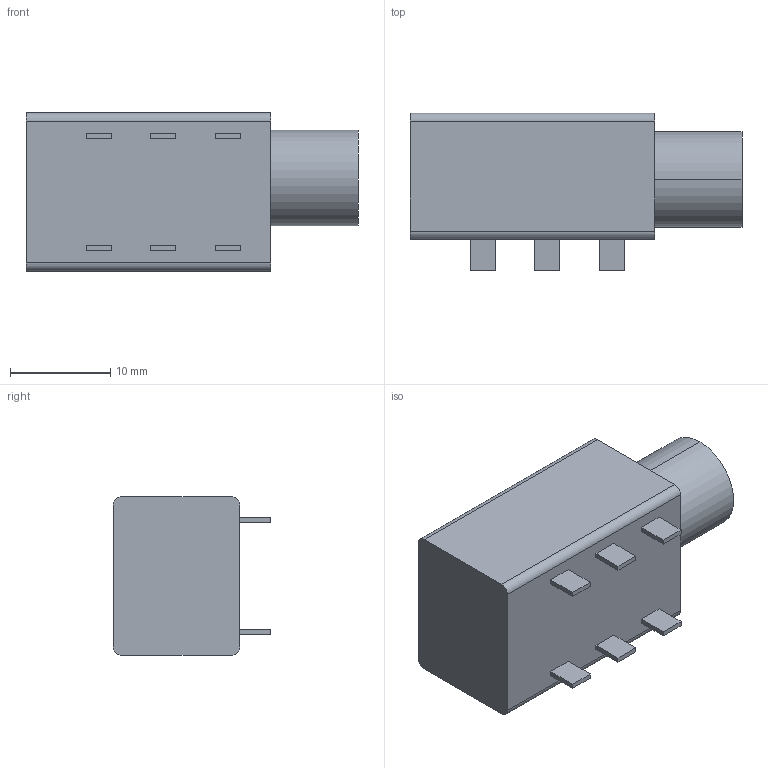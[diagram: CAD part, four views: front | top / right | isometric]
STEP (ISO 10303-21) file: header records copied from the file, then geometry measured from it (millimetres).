
FILE_DESCRIPTION (( 'STEP AP203' ), '1' );
FILE_NAME ('PJ-611E.STEP', '2025-11-26T10:48:43', ( '' ), ( '' ), 'SwSTEP 2.0', 'SolidWorks 2023', '' );
FILE_SCHEMA (( 'CONFIG_CONTROL_DESIGN' ));
Length unit declared in the file: millimetre
Products named in the file (1): PJ-611E
Bounding box: 33.1 x 15.7 x 15.8 mm (x, y, z)
Volume: 5486.5 mm3; surface area: 2120.3 mm2
Topology: 1 solids, 1 shells, 43 faces, 102 edges, 68 vertices
Faces by surface type: plane 37, cylinder 6
Entity records: 1305 total; most frequent: CARTESIAN_POINT 214, ORIENTED_EDGE 204, DIRECTION 202, EDGE_CURVE 102, VECTOR 90, LINE 90, VERTEX_POINT 68, AXIS2_PLACEMENT_3D 56
